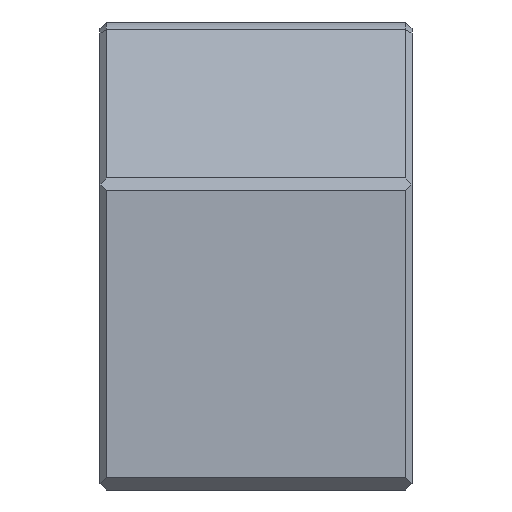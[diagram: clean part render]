
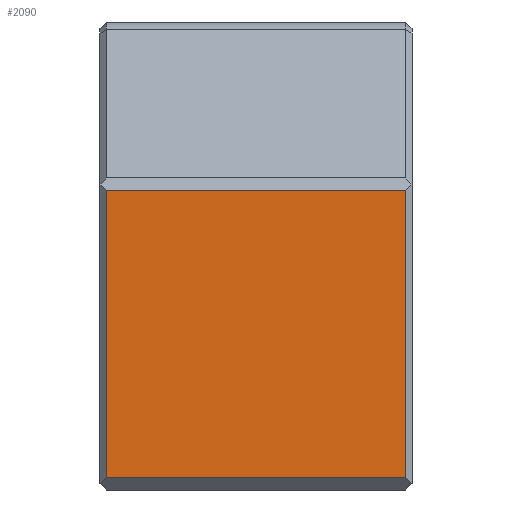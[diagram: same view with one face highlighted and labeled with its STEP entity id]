
A CAD part, front view. The second image highlights one B-rep face of the part: STEP entity #2090.
In plain terms, the highlighted planar face has unit normal (0, -1, 0).
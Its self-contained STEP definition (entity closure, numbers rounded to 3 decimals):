
#5 = DIRECTION ( 'NONE',  ( 0., 1., 0. ) ) ;
#17 = CARTESIAN_POINT ( 'NONE',  ( -12.5, 0., -25. ) ) ;
#30 = PLANE ( 'NONE',  #1348 ) ;
#39 = FACE_OUTER_BOUND ( 'NONE', #2016, .T. ) ;
#113 = ORIENTED_EDGE ( 'NONE', *, *, #153, .T. ) ;
#153 = EDGE_CURVE ( 'NONE', #1038, #1086, #2127, .T. ) ;
#171 = ORIENTED_EDGE ( 'NONE', *, *, #515, .T. ) ;
#275 = VECTOR ( 'NONE', #1250, 1000. ) ;
#291 = VECTOR ( 'NONE', #705, 1000. ) ;
#295 = ORIENTED_EDGE ( 'NONE', *, *, #1477, .T. ) ;
#358 = CARTESIAN_POINT ( 'NONE',  ( -12., 0., -24. ) ) ;
#429 = DIRECTION ( 'NONE',  ( 1., 0., 0. ) ) ;
#431 = CARTESIAN_POINT ( 'NONE',  ( -12.5, 0., -24. ) ) ;
#442 = LINE ( 'NONE', #431, #450 ) ;
#450 = VECTOR ( 'NONE', #429, 1000. ) ;
#477 = CARTESIAN_POINT ( 'NONE',  ( -12.5, 0., -1. ) ) ;
#504 = CARTESIAN_POINT ( 'NONE',  ( -12., 0., -24. ) ) ;
#515 = EDGE_CURVE ( 'NONE', #1086, #1496, #2157, .T. ) ;
#677 = CARTESIAN_POINT ( 'NONE',  ( 12., 0., -24. ) ) ;
#705 = DIRECTION ( 'NONE',  ( 0., 0., 1. ) ) ;
#712 = VECTOR ( 'NONE', #1216, 1000. ) ;
#718 = CARTESIAN_POINT ( 'NONE',  ( 12., 0., -25. ) ) ;
#729 = LINE ( 'NONE', #718, #291 ) ;
#1038 = VERTEX_POINT ( 'NONE', #1972 ) ;
#1086 = VERTEX_POINT ( 'NONE', #1776 ) ;
#1216 = DIRECTION ( 'NONE',  ( -1., 0., 0. ) ) ;
#1250 = DIRECTION ( 'NONE',  ( 0., 0., -1. ) ) ;
#1348 = AXIS2_PLACEMENT_3D ( 'NONE', #17, #5, #1893 ) ;
#1477 = EDGE_CURVE ( 'NONE', #1496, #1945, #442, .T. ) ;
#1496 = VERTEX_POINT ( 'NONE', #358 ) ;
#1776 = CARTESIAN_POINT ( 'NONE',  ( -12., 0., -1. ) ) ;
#1893 = DIRECTION ( 'NONE',  ( 0., 0., 1. ) ) ;
#1924 = EDGE_CURVE ( 'NONE', #1945, #1038, #729, .T. ) ;
#1945 = VERTEX_POINT ( 'NONE', #677 ) ;
#1972 = CARTESIAN_POINT ( 'NONE',  ( 12., 0., -1. ) ) ;
#2001 = ORIENTED_EDGE ( 'NONE', *, *, #1924, .T. ) ;
#2016 = EDGE_LOOP ( 'NONE', ( #295, #2001, #113, #171 ) ) ;
#2090 = ADVANCED_FACE ( 'NONE', ( #39 ), #30, .F. ) ;
#2127 = LINE ( 'NONE', #477, #712 ) ;
#2157 = LINE ( 'NONE', #504, #275 ) ;
